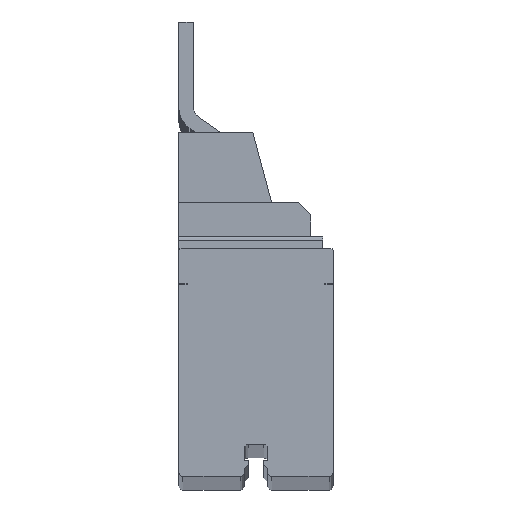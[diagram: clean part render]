
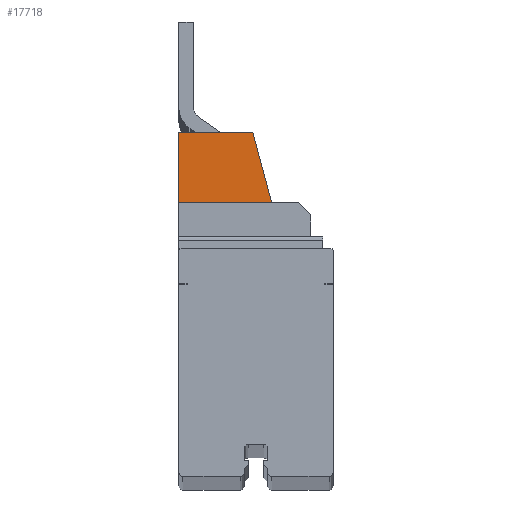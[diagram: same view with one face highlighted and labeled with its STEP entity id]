
A CAD part, top view. The second image highlights one B-rep face of the part: STEP entity #17718.
In plain terms, the highlighted planar face has unit normal (0, 0, 1).
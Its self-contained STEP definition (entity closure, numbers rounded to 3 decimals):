
#2573=DIRECTION('',(1.,0.,0.));
#2574=VECTOR('',#2573,11.608);
#2575=CARTESIAN_POINT('',(-483.157,69.439,951.361));
#2576=LINE('',#2575,#2574);
#2597=DIRECTION('',(0.,1.,0.));
#2598=VECTOR('',#2597,8.8);
#2599=CARTESIAN_POINT('',(-483.157,69.439,951.361));
#2600=LINE('',#2599,#2598);
#2601=DIRECTION('',(1.,0.,0.));
#2602=VECTOR('',#2601,9.25);
#2603=CARTESIAN_POINT('',(-483.157,78.239,951.361));
#2604=LINE('',#2603,#2602);
#2605=DIRECTION('',(0.259,-0.966,0.));
#2606=VECTOR('',#2605,9.11);
#2607=CARTESIAN_POINT('',(-473.907,78.239,951.361));
#2608=LINE('',#2607,#2606);
#14089=CARTESIAN_POINT('',(-483.157,78.239,
951.361));
#14090=CARTESIAN_POINT('',(-473.907,78.239,
951.361));
#14091=VERTEX_POINT('',#14089);
#14092=VERTEX_POINT('',#14090);
#14097=CARTESIAN_POINT('',(-471.549,69.439,
951.361));
#14098=VERTEX_POINT('',#14097);
#14099=CARTESIAN_POINT('',(-483.157,69.439,
951.361));
#14100=VERTEX_POINT('',#14099);
#17706=CARTESIAN_POINT('',(-466.657,78.239,
951.361));
#17707=DIRECTION('',(0.,0.,-1.));
#17708=DIRECTION('',(0.,-1.,0.));
#17709=AXIS2_PLACEMENT_3D('',#17706,#17707,#17708);
#17710=PLANE('',#17709);
#17711=ORIENTED_EDGE('',*,*,#17671,.F.);
#17712=ORIENTED_EDGE('',*,*,#16657,.T.);
#17714=ORIENTED_EDGE('',*,*,#17713,.T.);
#17715=ORIENTED_EDGE('',*,*,#17698,.T.);
#17716=EDGE_LOOP('',(#17711,#17712,#17714,#17715));
#17717=FACE_OUTER_BOUND('',#17716,.F.);
#17718=ADVANCED_FACE('',(#17717),#17710,.F.);
#16657=EDGE_CURVE('',#14100,#14091,#2600,.T.);
#17671=EDGE_CURVE('',#14100,#14098,#2576,.T.);
#17698=EDGE_CURVE('',#14092,#14098,#2608,.T.);
#17713=EDGE_CURVE('',#14091,#14092,#2604,.T.);
